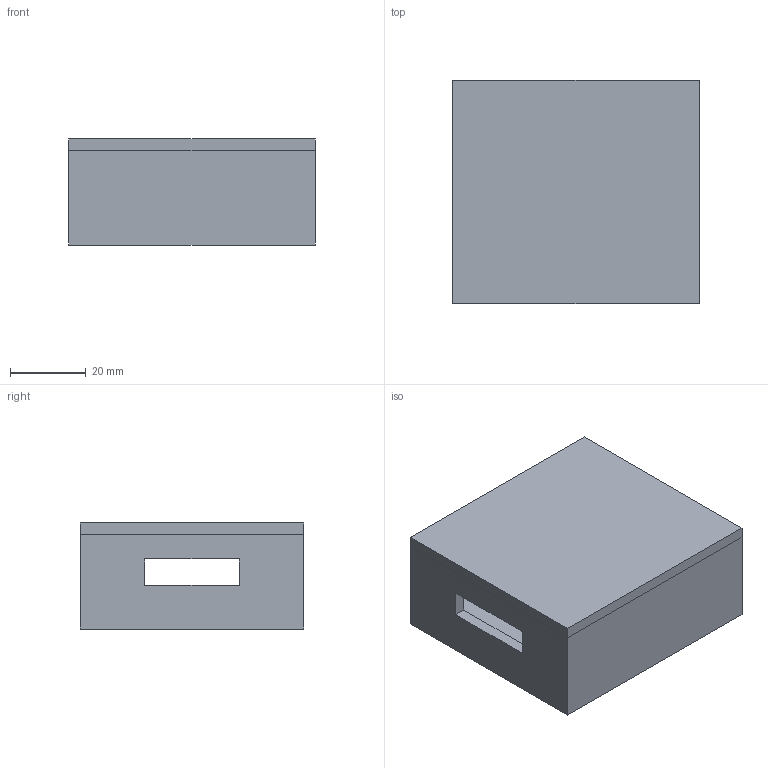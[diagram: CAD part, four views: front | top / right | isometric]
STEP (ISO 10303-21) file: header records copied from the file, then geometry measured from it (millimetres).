
FILE_DESCRIPTION(/* description */ (''),/* implementation_level */ '2;1');
FILE_NAME(/* name */ 'miata-power-switch.step',/* time_stamp */ '2024-04-26T11:22:09+02:00',/* author */ (''),/* organization */ (''),/* preprocessor_version */ 'ST-DEVELOPER v20',/* originating_system */ 'Autodesk Translation Framework v12.20.1.177',/* authorisation */ '');
FILE_SCHEMA (('AUTOMOTIVE_DESIGN { 1 0 10303 214 3 1 1 }'));
Length unit declared in the file: millimetre
Products named in the file (3): miata-other-parts; power-switch; display-clip
Assembly tree (2 placements, depth 3):
  miata-other-parts
    power-switch
      display-clip
Bounding box: 65 x 59 x 28 mm (x, y, z)
Volume: 40386.5 mm3; surface area: 27187.4 mm2
Topology: 2 solids, 2 shells, 36 faces, 90 edges, 60 vertices
Faces by surface type: plane 30, cylinder 6
Full cylindrical faces by diameter (mm): 2 x6
Entity records: 1170 total; most frequent: CARTESIAN_POINT 191, DIRECTION 184, ORIENTED_EDGE 180, EDGE_CURVE 90, LINE 78, VECTOR 78, VERTEX_POINT 60, EDGE_LOOP 54
